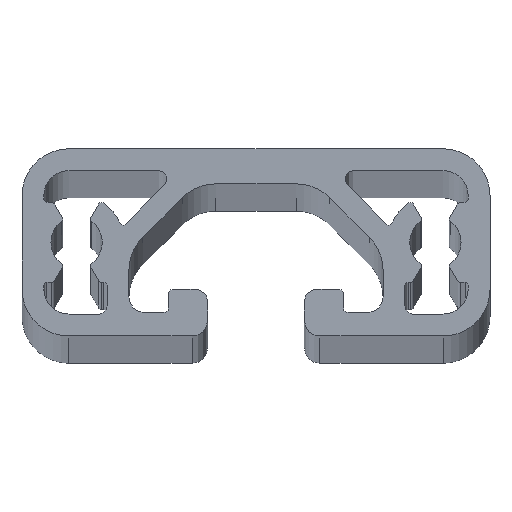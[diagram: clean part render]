
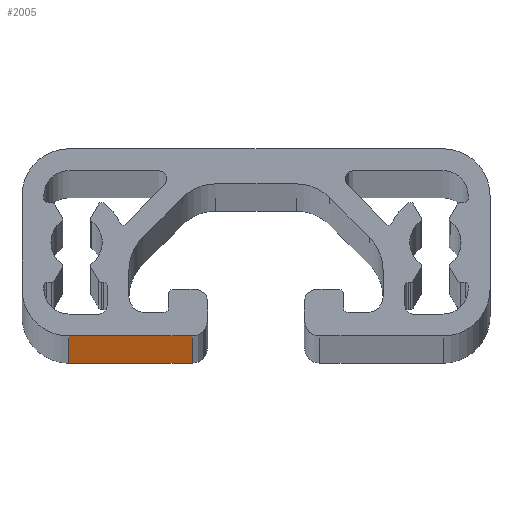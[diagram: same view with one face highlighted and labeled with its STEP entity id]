
A CAD part, top view. The second image highlights one B-rep face of the part: STEP entity #2005.
In plain terms, the highlighted planar face has unit normal (0, -1, 0).
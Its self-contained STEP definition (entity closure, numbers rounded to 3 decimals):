
#277=FACE_OUTER_BOUND($,#377,.T.);
#377=EDGE_LOOP($,(#1629,#1630,#1631,#1632));
#561=LINE($,#3395,#749);
#562=LINE($,#3398,#750);
#563=LINE($,#3400,#751);
#564=LINE($,#3401,#752);
#749=VECTOR($,#2788,1000.);
#750=VECTOR($,#2791,7.9);
#751=VECTOR($,#2792,7.9);
#752=VECTOR($,#2793,1000.);
#949=VERTEX_POINT($,#3391);
#950=VERTEX_POINT($,#3393);
#951=VERTEX_POINT($,#3397);
#952=VERTEX_POINT($,#3399);
#1239=EDGE_CURVE($,#949,#950,#561,.T.);
#1240=EDGE_CURVE($,#951,#949,#562,.T.);
#1241=EDGE_CURVE($,#952,#950,#563,.T.);
#1242=EDGE_CURVE($,#951,#952,#564,.T.);
#1629=ORIENTED_EDGE($,*,*,#1240,.T.);
#1630=ORIENTED_EDGE($,*,*,#1239,.T.);
#1631=ORIENTED_EDGE($,*,*,#1241,.F.);
#1632=ORIENTED_EDGE($,*,*,#1242,.F.);
#1908=PLANE($,#2212);
#2005=ADVANCED_FACE($,(#277),#1908,.T.);
#2212=AXIS2_PLACEMENT_3D($,#3396,#2789,#2790);
#2788=DIRECTION($,(0.,0.,1.));
#2789=DIRECTION('center_axis',(0.,-1.,0.));
#2790=DIRECTION('ref_axis',(1.,0.,0.));
#2791=DIRECTION($,(1.,0.,0.));
#2792=DIRECTION($,(1.,0.,0.));
#2793=DIRECTION($,(0.,0.,1.));
#3391=CARTESIAN_POINT('',(7.9,-12.,0.));
#3393=CARTESIAN_POINT('',(7.9,-12.,1000.));
#3395=CARTESIAN_POINT($,(7.9,-12.,0.));
#3396=CARTESIAN_POINT('Origin',(0.,-12.,0.));
#3397=CARTESIAN_POINT('',(0.,-12.,0.));
#3398=CARTESIAN_POINT($,(0.,-12.,0.));
#3399=CARTESIAN_POINT('',(0.,-12.,1000.));
#3400=CARTESIAN_POINT($,(0.,-12.,1000.));
#3401=CARTESIAN_POINT($,(0.,-12.,0.));
